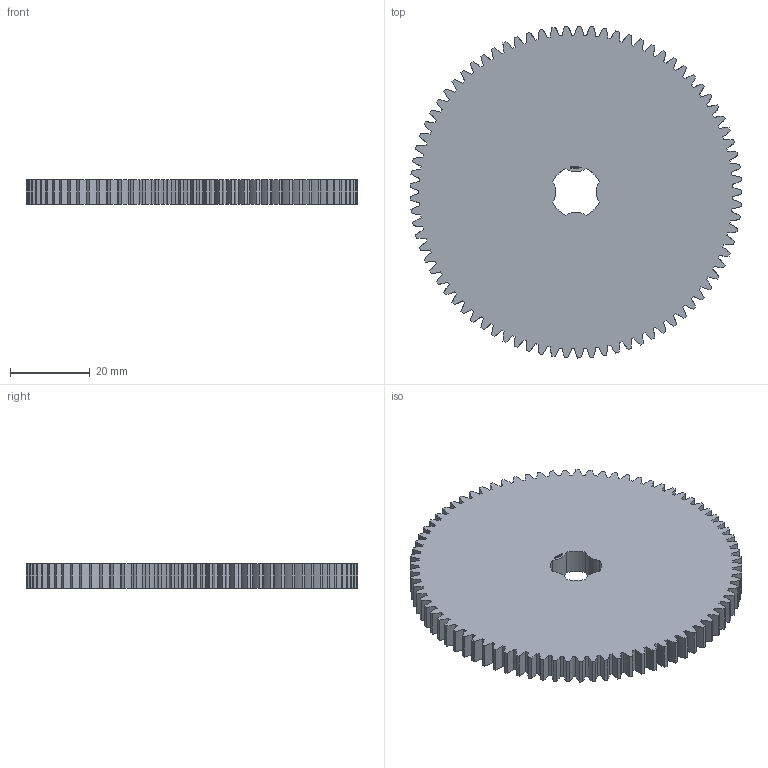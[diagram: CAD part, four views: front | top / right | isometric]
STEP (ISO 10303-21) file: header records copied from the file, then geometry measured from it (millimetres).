
FILE_DESCRIPTION(('FreeCAD Model'),'2;1');
FILE_NAME('Open CASCADE Shape Model','2024-03-10T23:41:25',(''),(''), 'Open CASCADE STEP processor 7.6','FreeCAD','Unknown');
FILE_SCHEMA(('AUTOMOTIVE_DESIGN { 1 0 10303 214 1 1 1 1 }'));
Products named in the file (1): Gear Wheel PLN TTH81 BU00.50 SFT-SHD - SPN-GWH-0302 (stemfie.org)
Bounding box: 82.98 x 83 x 6.25 mm (x, y, z)
Volume: 31407.2 mm3; surface area: 13508.4 mm2
Topology: 1 solids, 1 shells, 814 faces, 2346 edges, 1564 vertices
Faces by surface type: extrusion 490, plane 316, cylinder 8
Entity records: 77941 total; most frequent: CARTESIAN_POINT 28907, DIRECTION 6234, VECTOR 5536, LINE 5046, ORIENTED_EDGE 4692, PCURVE 4692, DEFINITIONAL_REPRESENTATION 4692, B_SPLINE_CURVE_WITH_KNOTS 2450
